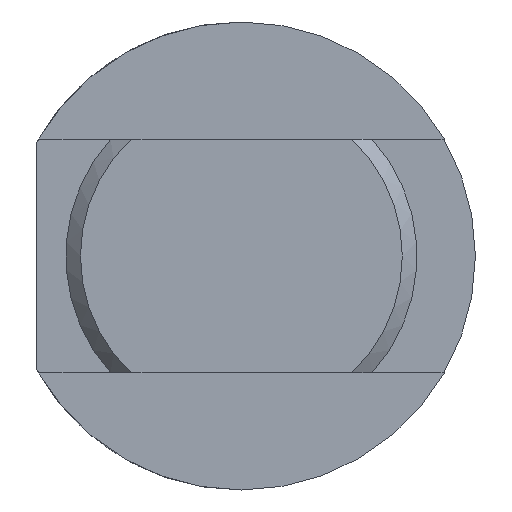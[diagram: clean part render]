
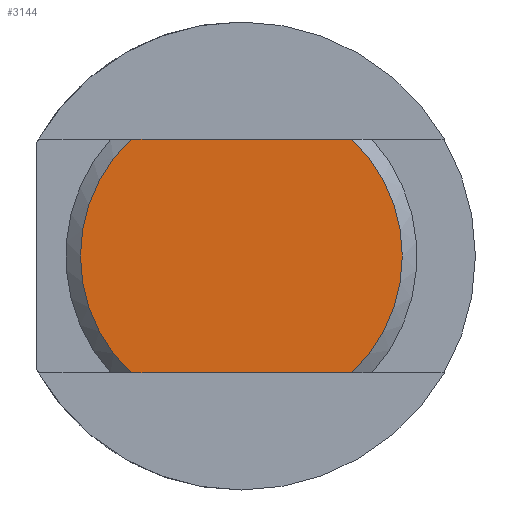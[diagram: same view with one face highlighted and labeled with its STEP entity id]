
A CAD part, left-side view. The second image highlights one B-rep face of the part: STEP entity #3144.
In plain terms, the highlighted planar face has unit normal (-1, 0, 0).
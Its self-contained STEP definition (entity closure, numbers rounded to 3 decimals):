
#25 = FACE_OUTER_BOUND ( 'NONE', #1330, .T. ) ;
#173 = ORIENTED_EDGE ( 'NONE', *, *, #2663, .T. ) ;
#353 = CIRCLE ( 'NONE', #2889, 5.5 ) ;
#430 = LINE ( 'NONE', #1230, #522 ) ;
#443 = LINE ( 'NONE', #1242, #444 ) ;
#444 = VECTOR ( 'NONE', #1231, 1000. ) ;
#514 = ORIENTED_EDGE ( 'NONE', *, *, #2660, .F. ) ;
#522 = VECTOR ( 'NONE', #1217, 1000. ) ;
#616 = CIRCLE ( 'NONE', #2885, 5.5 ) ;
#658 = ORIENTED_EDGE ( 'NONE', *, *, #2665, .T. ) ;
#660 = ORIENTED_EDGE ( 'NONE', *, *, #2664, .F. ) ;
#1104 = CARTESIAN_POINT ( 'NONE',  ( 0., 3.775, -4. ) ) ;
#1214 = DIRECTION ( 'NONE',  ( 0., 0., -1. ) ) ;
#1215 = DIRECTION ( 'NONE',  ( -1., 0., 0. ) ) ;
#1217 = DIRECTION ( 'NONE',  ( 0., 1., 0. ) ) ;
#1219 = CARTESIAN_POINT ( 'NONE',  ( 0., 0., 0. ) ) ;
#1220 = DIRECTION ( 'NONE',  ( 0., 0., -1. ) ) ;
#1222 = DIRECTION ( 'NONE',  ( -1., 0., 0. ) ) ;
#1223 = CARTESIAN_POINT ( 'NONE',  ( 0., 0., 0. ) ) ;
#1230 = CARTESIAN_POINT ( 'NONE',  ( 0., 6.928, -4. ) ) ;
#1231 = DIRECTION ( 'NONE',  ( 0., -1., 0. ) ) ;
#1242 = CARTESIAN_POINT ( 'NONE',  ( 0., 6.928, 4. ) ) ;
#1266 = CARTESIAN_POINT ( 'NONE',  ( 0., 3.775, 4. ) ) ;
#1330 = EDGE_LOOP ( 'NONE', ( #660, #173, #514, #658 ) ) ;
#1936 = CARTESIAN_POINT ( 'NONE',  ( 0., 0., 0. ) ) ;
#1937 = PLANE ( 'NONE',  #3026 ) ;
#1939 = DIRECTION ( 'NONE',  ( 1., 0., 0. ) ) ;
#1940 = DIRECTION ( 'NONE',  ( 0., 0., -1. ) ) ;
#2195 = CARTESIAN_POINT ( 'NONE',  ( 0., -3.775, -4. ) ) ;
#2227 = CARTESIAN_POINT ( 'NONE',  ( 0., -3.775, 4. ) ) ;
#2253 = VERTEX_POINT ( 'NONE', #2227 ) ;
#2281 = VERTEX_POINT ( 'NONE', #2195 ) ;
#2438 = VERTEX_POINT ( 'NONE', #1266 ) ;
#2439 = VERTEX_POINT ( 'NONE', #1104 ) ;
#2660 = EDGE_CURVE ( 'NONE', #2438, #2253, #443, .T. ) ;
#2663 = EDGE_CURVE ( 'NONE', #2281, #2253, #616, .T. ) ;
#2664 = EDGE_CURVE ( 'NONE', #2281, #2439, #430, .T. ) ;
#2665 = EDGE_CURVE ( 'NONE', #2438, #2439, #353, .T. ) ;
#2885 = AXIS2_PLACEMENT_3D ( 'NONE', #1223, #1222, #1220 ) ;
#2889 = AXIS2_PLACEMENT_3D ( 'NONE', #1219, #1215, #1214 ) ;
#3026 = AXIS2_PLACEMENT_3D ( 'NONE', #1936, #1939, #1940 ) ;
#3144 = ADVANCED_FACE ( 'NONE', ( #25 ), #1937, .F. ) ;
